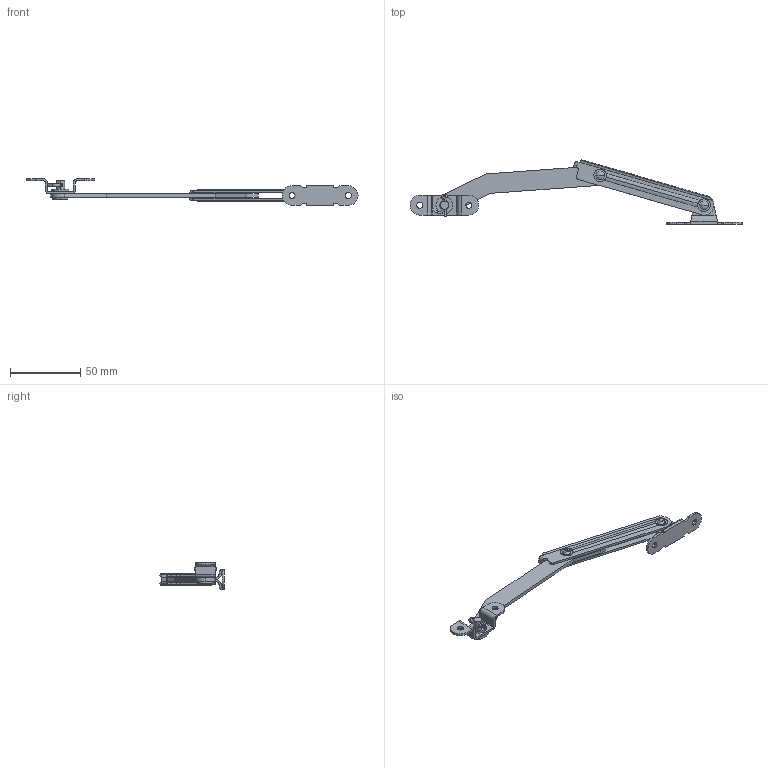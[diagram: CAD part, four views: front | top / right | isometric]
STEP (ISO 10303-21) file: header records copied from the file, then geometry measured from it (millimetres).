
FILE_DESCRIPTION (( 'STEP AP203' ), '1' );
FILE_NAME ('B-1454-2.STEP', '2020-06-03T07:25:17', ( '' ), ( '' ), 'SwSTEP 2.0', 'SolidWorks 2018', '' );
FILE_SCHEMA (( 'CONFIG_CONTROL_DESIGN' ));
Length unit declared in the file: millimetre
Products named in the file (11): B-1454-2_障子ブラケット_; B-1454-2_鋼球_; B-1454-2_儕儀僢僩B_; B-1454-2_枠ブラケット_; B-1454-2_アーム_; B-1454-2_枠; B-1454-2平ワッシャー_; B-1454-2_儕儀僢僩A_; B-1454-2_割りピン_; B-1454-2_儕儀僢僩C_; B-1454-2
Assembly tree (10 placements, depth 2):
  B-1454-2
    B-1454-2_枠ブラケット_
    B-1454-2_障子ブラケット_
    B-1454-2_アーム_
    B-1454-2_枠
    B-1454-2_儕儀僢僩A_
    B-1454-2_儕儀僢僩B_
    B-1454-2_儕儀僢僩C_
    B-1454-2_鋼球_
    B-1454-2平ワッシャー_
    B-1454-2_割りピン_
Bounding box: 236.5 x 45.88 x 19 mm (x, y, z)
Volume: 13415.7 mm3; surface area: 17431.6 mm2
Topology: 10 solids, 10 shells, 228 faces, 579 edges, 374 vertices
Faces by surface type: cylinder 119, plane 98, sphere 7, torus 4
Entity records: 8221 total; most frequent: CARTESIAN_POINT 1444, DIRECTION 1220, ORIENTED_EDGE 1148, EDGE_CURVE 574, AXIS2_PLACEMENT_3D 451, VERTEX_POINT 371, LINE 318, VECTOR 318
